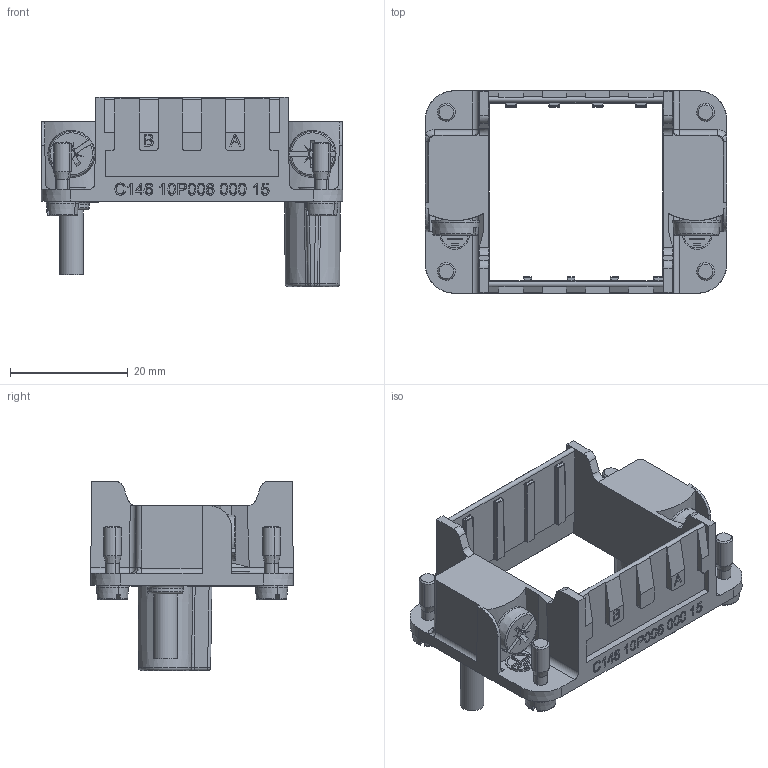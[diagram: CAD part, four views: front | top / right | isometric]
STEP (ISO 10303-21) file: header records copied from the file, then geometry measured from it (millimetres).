
FILE_DESCRIPTION(/* description */ (''),/* implementation_level */ '2;1');
FILE_NAME(/* name */ 'c146 10p006 000 15.stp',/* time_stamp */ '2017-12-12T10:38:26+01:00',/* author */ (''),/* organization */ (''),/* preprocessor_version */ 'ST-DEVELOPER v16',/* originating_system */ 'SIEMENS PLM Software NX 11.0',/* authorisation */ '');
FILE_SCHEMA (('AP203_CONFIGURATION_CONTROLLED_3D_DESIGN_OF_MECHANICAL_PARTS_AND_ASSEMBLIES_MIM_LF { 1 0 10303 403 2 1 2}'));
Length unit declared in the file: millimetre
Products named in the file (1): 13245nxs001-01
Bounding box: 51.2 x 34.4 x 32.1 mm (x, y, z)
Volume: 8981.2 mm3; surface area: 8217 mm2
Topology: 1 solids, 1 shells, 1347 faces, 3424 edges, 2212 vertices
Faces by surface type: plane 758, extrusion 247, cylinder 186, cone 82, torus 28, bspline 27, sphere 19
Full cylindrical faces by diameter (mm): 3 x3, 3.6 x1, 4 x1, 4.5 x2, 6 x2, 8 x2
Entity records: 46851 total; most frequent: CARTESIAN_POINT 15561, ORIENTED_EDGE 6782, DIRECTION 5581, EDGE_CURVE 3391, VECTOR 2361, VERTEX_POINT 2211, LINE 2114, AXIS2_PLACEMENT_3D 1610
